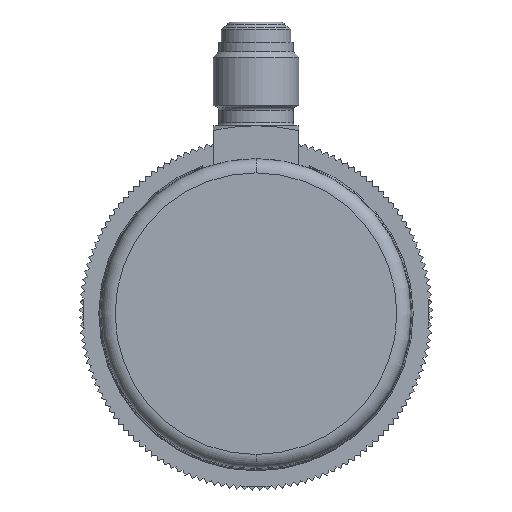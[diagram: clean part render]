
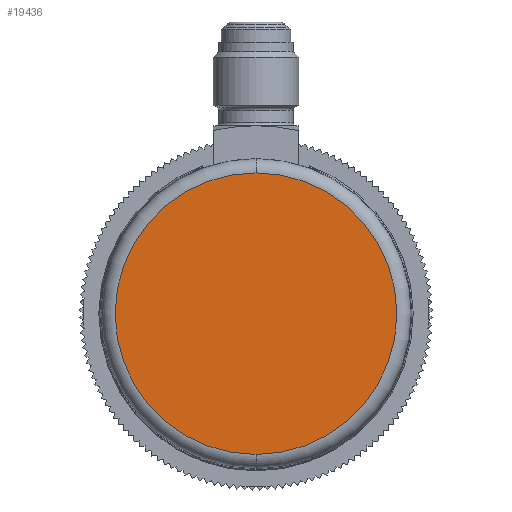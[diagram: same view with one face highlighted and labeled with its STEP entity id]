
A CAD part, front view. The second image highlights one B-rep face of the part: STEP entity #19436.
In plain terms, the highlighted planar face has unit normal (0, -1, 0).
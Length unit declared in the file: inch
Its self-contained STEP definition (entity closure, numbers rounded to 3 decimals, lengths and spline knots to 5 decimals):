
#7468=CARTESIAN_POINT('',(0.,-0.70866,0.));
#7469=DIRECTION('',(0.,-1.,0.));
#7470=DIRECTION('',(0.,0.,1.));
#7471=AXIS2_PLACEMENT_3D('',#7468,#7469,#7470);
#7483=CARTESIAN_POINT('',(0.,-0.70866,0.));
#7484=DIRECTION('',(0.,1.,0.));
#7485=DIRECTION('',(0.,0.,1.));
#7486=AXIS2_PLACEMENT_3D('',#7483,#7484,#7485);
#9385=CARTESIAN_POINT('',(0.,-0.70866,0.90851));
#9386=CARTESIAN_POINT('',(0.,-0.70866,-0.90851));
#9387=VERTEX_POINT('',#9385);
#9388=VERTEX_POINT('',#9386);
#19427=CARTESIAN_POINT('',(0.,-0.70866,0.));
#19428=DIRECTION('',(0.,-1.,0.));
#19429=DIRECTION('',(0.,0.,-1.));
#19430=AXIS2_PLACEMENT_3D('',#19427,#19428,#19429);
#19431=PLANE('',#19430);
#19432=ORIENTED_EDGE('',*,*,#19407,.F.);
#19433=ORIENTED_EDGE('',*,*,#19421,.T.);
#19434=EDGE_LOOP('',(#19432,#19433));
#19435=FACE_OUTER_BOUND('',#19434,.F.);
#19436=ADVANCED_FACE('',(#19435),#19431,.T.);
#7472=CIRCLE('',#7471,0.90851);
#7487=CIRCLE('',#7486,0.90851);
#19407=EDGE_CURVE('',#9387,#9388,#7472,.T.);
#19421=EDGE_CURVE('',#9387,#9388,#7487,.T.);
